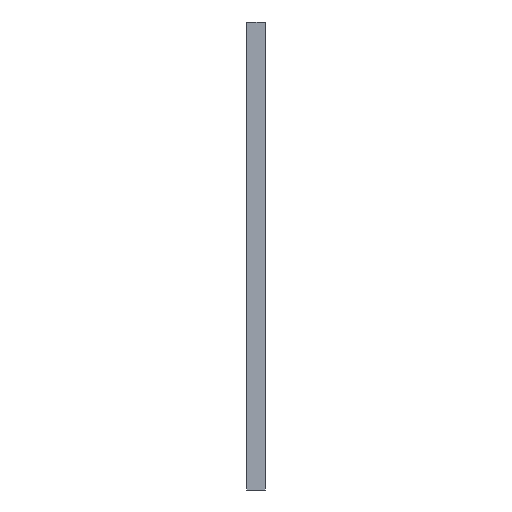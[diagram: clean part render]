
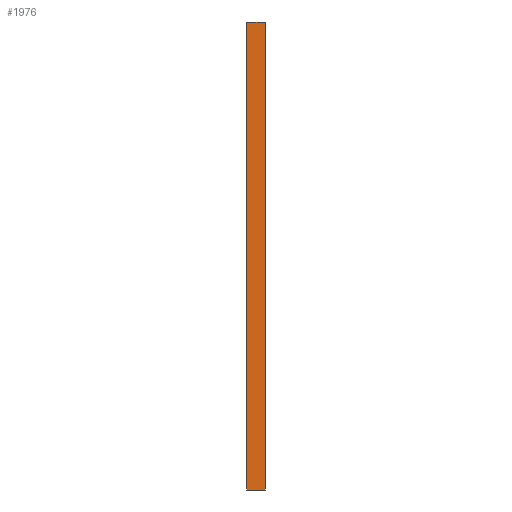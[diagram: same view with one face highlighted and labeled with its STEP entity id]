
A CAD part, left-side view. The second image highlights one B-rep face of the part: STEP entity #1976.
In plain terms, the highlighted planar face has unit normal (-1, 0, 0).
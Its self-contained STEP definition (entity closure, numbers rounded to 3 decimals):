
#1112=CARTESIAN_POINT('',(-185.976,312.196,570.032));
#1113=VERTEX_POINT('',#1112);
#1120=CARTESIAN_POINT('',(-185.976,312.196,470.032));
#1121=VERTEX_POINT('',#1120);
#1122=CARTESIAN_POINT('',(-185.976,312.196,570.032));
#1123=DIRECTION('',(0.,0.,-1.));
#1124=VECTOR('',#1123,100.);
#1125=LINE('',#1122,#1124);
#1126=EDGE_CURVE('',#1113,#1121,#1125,.T.);
#1795=CARTESIAN_POINT('',(-185.976,316.196,570.032));
#1796=VERTEX_POINT('',#1795);
#1811=CARTESIAN_POINT('',(-185.976,316.196,470.032));
#1812=VERTEX_POINT('',#1811);
#1819=CARTESIAN_POINT('',(-185.976,316.196,570.032));
#1820=DIRECTION('',(0.,0.,-1.));
#1821=VECTOR('',#1820,100.);
#1822=LINE('',#1819,#1821);
#1823=EDGE_CURVE('',#1796,#1812,#1822,.T.);
#1944=CARTESIAN_POINT('',(-185.976,312.196,570.032));
#1945=DIRECTION('',(-0.,1.,0.));
#1946=VECTOR('',#1945,4.);
#1947=LINE('',#1944,#1946);
#1948=EDGE_CURVE('',#1113,#1796,#1947,.T.);
#1960=CARTESIAN_POINT('',(-185.976,312.196,570.032));
#1961=DIRECTION('',(1.,0.,0.));
#1962=DIRECTION('',(0.,0.,-1.));
#1963=AXIS2_PLACEMENT_3D('',#1960,#1961,#1962);
#1964=PLANE('',#1963);
#1965=ORIENTED_EDGE('',*,*,#1823,.T.);
#1966=CARTESIAN_POINT('',(-185.976,312.196,470.032));
#1967=DIRECTION('',(-0.,1.,0.));
#1968=VECTOR('',#1967,4.);
#1969=LINE('',#1966,#1968);
#1970=EDGE_CURVE('',#1121,#1812,#1969,.T.);
#1971=ORIENTED_EDGE('',*,*,#1970,.F.);
#1972=ORIENTED_EDGE('',*,*,#1126,.F.);
#1973=ORIENTED_EDGE('',*,*,#1948,.T.);
#1974=EDGE_LOOP('',(#1965,#1971,#1972,#1973));
#1975=FACE_BOUND('',#1974,.T.);
#1976=ADVANCED_FACE('',(#1975),#1964,.F.);
